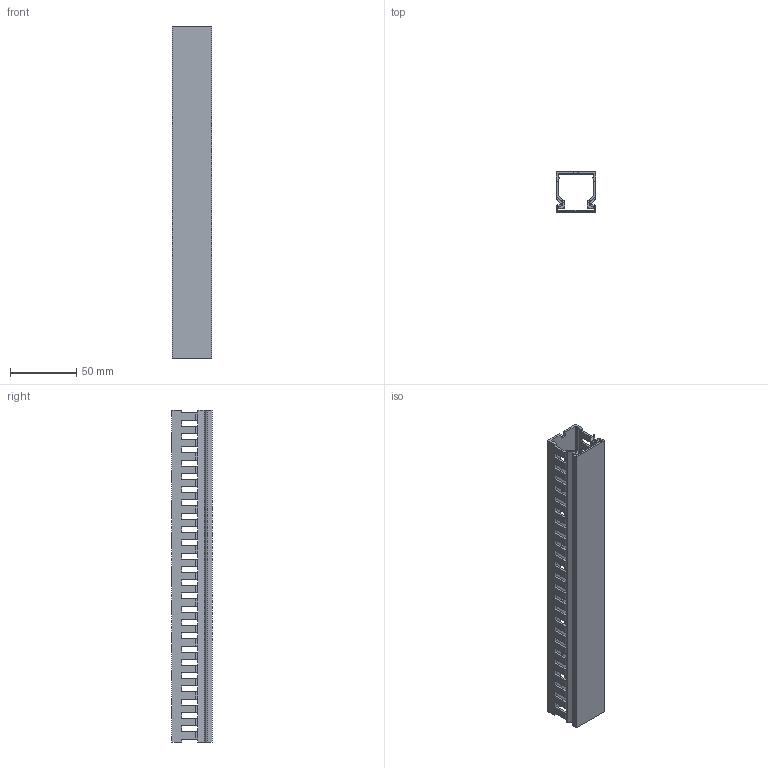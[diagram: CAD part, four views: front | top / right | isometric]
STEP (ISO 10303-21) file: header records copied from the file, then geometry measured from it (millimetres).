
FILE_DESCRIPTION( ( '' ), ' ' );
FILE_NAME( '5e54c57b0e02fc161b043e37.step', '2020-02-25T06:58:04', ( '' ), ( '' ), ' ', ' ', ' ' );
FILE_SCHEMA( ( 'AUTOMOTIVE_DESIGN { 1 0 10303 214 1 1 1 1 }' ) );
Length unit declared in the file: metre
Products named in the file (2): Assem1; C50003_Cable_Channel
Assembly tree (1 placements, depth 2):
  Assem1
    C50003_Cable_Channel
Bounding box: 30 x 30.37 x 250 mm (x, y, z)
Volume: 47569.9 mm3; surface area: 66644.2 mm2
Topology: 1 solids, 1 shells, 1142 faces, 4334 edges, 2896 vertices
Faces by surface type: plane 758, cylinder 384
Entity records: 58422 total; most frequent: CARTESIAN_POINT 11824, ORIENTED_EDGE 8668, DIRECTION 7410, EDGE_CURVE 4334, LINE 2946, VECTOR 2946, VERTEX_POINT 2896, AXIS2_PLACEMENT_3D 2232
